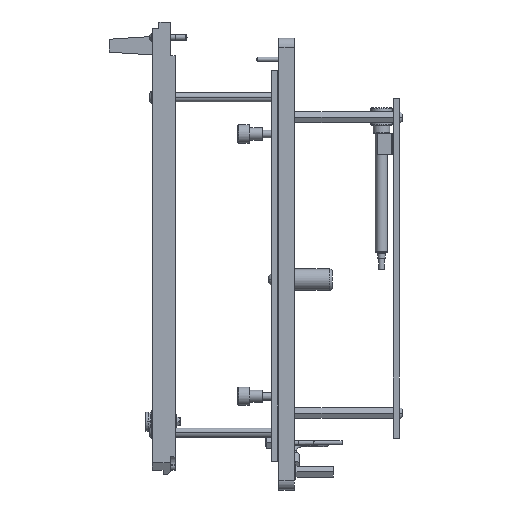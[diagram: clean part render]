
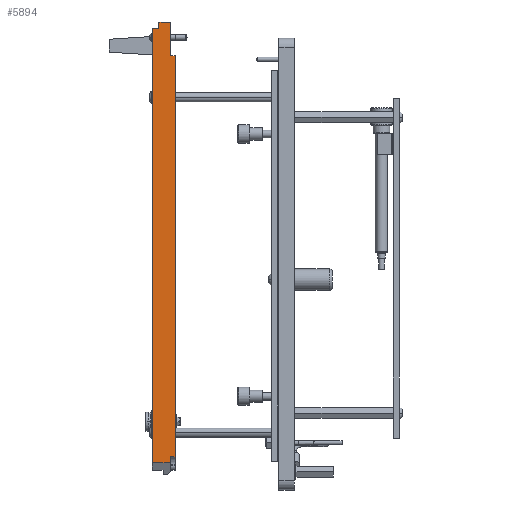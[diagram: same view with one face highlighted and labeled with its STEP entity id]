
A CAD part, left-side view. The second image highlights one B-rep face of the part: STEP entity #5894.
In plain terms, the highlighted face is planar.
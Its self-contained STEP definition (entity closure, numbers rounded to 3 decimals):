
#373 = LINE ( 'NONE', #17303, #24243 ) ;
#501 = CARTESIAN_POINT ( 'NONE',  ( 105., -7.4, 136.55 ) ) ;
#974 = ORIENTED_EDGE ( 'NONE', *, *, #14438, .F. ) ;
#1583 = EDGE_CURVE ( 'NONE', #40148, #34558, #373, .T. ) ;
#1636 = ORIENTED_EDGE ( 'NONE', *, *, #15291, .T. ) ;
#2806 = DIRECTION ( 'NONE',  ( 0., -1., 0. ) ) ;
#3947 = ORIENTED_EDGE ( 'NONE', *, *, #27592, .T. ) ;
#4104 = CARTESIAN_POINT ( 'NONE',  ( 105., 7.5, 148.55 ) ) ;
#4235 = CARTESIAN_POINT ( 'NONE',  ( 105., 7.5, -144.55 ) ) ;
#4257 = EDGE_CURVE ( 'NONE', #39835, #34558, #29698, .T. ) ;
#4410 = CARTESIAN_POINT ( 'NONE',  ( 105., -4.3, 136.55 ) ) ;
#5202 = LINE ( 'NONE', #31509, #30893 ) ;
#5297 = VERTEX_POINT ( 'NONE', #37750 ) ;
#5894 = ADVANCED_FACE ( 'NONE', ( #31627 ), #5926, .F. ) ;
#5926 = PLANE ( 'NONE',  #17168 ) ;
#6316 = EDGE_LOOP ( 'NONE', ( #974, #3947, #31031, #9249, #22530, #36712, #14687, #21733, #20914, #26817, #13701, #1636 ) ) ;
#6325 = VERTEX_POINT ( 'NONE', #41431 ) ;
#6866 = DIRECTION ( 'NONE',  ( 0., -1., 0. ) ) ;
#7360 = CARTESIAN_POINT ( 'NONE',  ( 105., 7.5, 140.55 ) ) ;
#7573 = CARTESIAN_POINT ( 'NONE',  ( 105., -4.3, -126.55 ) ) ;
#7779 = DIRECTION ( 'NONE',  ( 0., 0., 1. ) ) ;
#9249 = ORIENTED_EDGE ( 'NONE', *, *, #1583, .F. ) ;
#10686 = VECTOR ( 'NONE', #16530, 1000. ) ;
#10988 = DIRECTION ( 'NONE',  ( 0., 0., 1. ) ) ;
#11137 = CARTESIAN_POINT ( 'NONE',  ( 105., -7.4, 66.55 ) ) ;
#11595 = LINE ( 'NONE', #18474, #31624 ) ;
#13080 = CARTESIAN_POINT ( 'NONE',  ( 105., -7.4, 66.55 ) ) ;
#13119 = DIRECTION ( 'NONE',  ( 0., 0., 1. ) ) ;
#13136 = CARTESIAN_POINT ( 'NONE',  ( 105., -4.3, -148.55 ) ) ;
#13208 = CARTESIAN_POINT ( 'NONE',  ( 105., -7.5, 148.55 ) ) ;
#13533 = VERTEX_POINT ( 'NONE', #22625 ) ;
#13701 = ORIENTED_EDGE ( 'NONE', *, *, #29297, .F. ) ;
#14438 = EDGE_CURVE ( 'NONE', #13533, #23641, #34961, .T. ) ;
#14687 = ORIENTED_EDGE ( 'NONE', *, *, #14887, .F. ) ;
#14887 = EDGE_CURVE ( 'NONE', #6325, #42381, #37043, .T. ) ;
#14932 = CARTESIAN_POINT ( 'NONE',  ( 105., 3.2, -148.55 ) ) ;
#15291 = EDGE_CURVE ( 'NONE', #23542, #23641, #24527, .T. ) ;
#15545 = VECTOR ( 'NONE', #40613, 1000. ) ;
#15680 = VERTEX_POINT ( 'NONE', #13136 ) ;
#15811 = CARTESIAN_POINT ( 'NONE',  ( 105., -7.5, -148.55 ) ) ;
#15813 = EDGE_CURVE ( 'NONE', #36441, #28859, #17395, .T. ) ;
#16530 = DIRECTION ( 'NONE',  ( 0., -1., 0. ) ) ;
#16537 = CARTESIAN_POINT ( 'NONE',  ( 105., 7.5, 140.55 ) ) ;
#17168 = AXIS2_PLACEMENT_3D ( 'NONE', #4104, #27007, #7779 ) ;
#17303 = CARTESIAN_POINT ( 'NONE',  ( 105., -7.5, -126.55 ) ) ;
#17395 = LINE ( 'NONE', #40992, #38880 ) ;
#17560 = VECTOR ( 'NONE', #37475, 1000. ) ;
#18089 = EDGE_CURVE ( 'NONE', #36441, #6325, #5202, .T. ) ;
#18431 = DIRECTION ( 'NONE',  ( 0., 0., 1. ) ) ;
#18474 = CARTESIAN_POINT ( 'NONE',  ( 105., -4.3, 148.55 ) ) ;
#19666 = DIRECTION ( 'NONE',  ( 0., 0., -1. ) ) ;
#19833 = VECTOR ( 'NONE', #2806, 1000. ) ;
#20914 = ORIENTED_EDGE ( 'NONE', *, *, #15813, .T. ) ;
#21733 = ORIENTED_EDGE ( 'NONE', *, *, #18089, .F. ) ;
#22045 = DIRECTION ( 'NONE',  ( 0., 1., 0. ) ) ;
#22530 = ORIENTED_EDGE ( 'NONE', *, *, #30404, .F. ) ;
#22625 = CARTESIAN_POINT ( 'NONE',  ( 105., -7.4, 66.55 ) ) ;
#23542 = VERTEX_POINT ( 'NONE', #25646 ) ;
#23591 = LINE ( 'NONE', #7360, #10686 ) ;
#23641 = VERTEX_POINT ( 'NONE', #501 ) ;
#24243 = VECTOR ( 'NONE', #6866, 1000. ) ;
#24527 = LINE ( 'NONE', #4410, #15545 ) ;
#24893 = DIRECTION ( 'NONE',  ( 0., 0., 1. ) ) ;
#25646 = CARTESIAN_POINT ( 'NONE',  ( 105., -4.3, 136.55 ) ) ;
#25715 = DIRECTION ( 'NONE',  ( 0., -1., 0. ) ) ;
#26106 = CARTESIAN_POINT ( 'NONE',  ( 105., -7.5, -126.55 ) ) ;
#26344 = EDGE_CURVE ( 'NONE', #15680, #42381, #28673, .T. ) ;
#26817 = ORIENTED_EDGE ( 'NONE', *, *, #34291, .T. ) ;
#27007 = DIRECTION ( 'NONE',  ( -1., 0., 0. ) ) ;
#27592 = EDGE_CURVE ( 'NONE', #13533, #39835, #35824, .T. ) ;
#27830 = VECTOR ( 'NONE', #18431, 1000. ) ;
#27901 = CARTESIAN_POINT ( 'NONE',  ( 105., 3.2, -148.55 ) ) ;
#28673 = LINE ( 'NONE', #15811, #42244 ) ;
#28859 = VERTEX_POINT ( 'NONE', #16537 ) ;
#29297 = EDGE_CURVE ( 'NONE', #23542, #5297, #11595, .T. ) ;
#29698 = LINE ( 'NONE', #13208, #40308 ) ;
#30053 = VECTOR ( 'NONE', #13119, 1000. ) ;
#30404 = EDGE_CURVE ( 'NONE', #15680, #40148, #32874, .T. ) ;
#30893 = VECTOR ( 'NONE', #25715, 1000. ) ;
#31031 = ORIENTED_EDGE ( 'NONE', *, *, #4257, .T. ) ;
#31509 = CARTESIAN_POINT ( 'NONE',  ( 105., 7.5, -144.55 ) ) ;
#31624 = VECTOR ( 'NONE', #24893, 1000. ) ;
#31627 = FACE_OUTER_BOUND ( 'NONE', #6316, .T. ) ;
#32874 = LINE ( 'NONE', #42097, #30053 ) ;
#34291 = EDGE_CURVE ( 'NONE', #28859, #5297, #23591, .T. ) ;
#34558 = VERTEX_POINT ( 'NONE', #26106 ) ;
#34961 = LINE ( 'NONE', #11137, #27830 ) ;
#35454 = CARTESIAN_POINT ( 'NONE',  ( 105., -7.5, 66.55 ) ) ;
#35824 = LINE ( 'NONE', #13080, #19833 ) ;
#36441 = VERTEX_POINT ( 'NONE', #4235 ) ;
#36712 = ORIENTED_EDGE ( 'NONE', *, *, #26344, .T. ) ;
#37043 = LINE ( 'NONE', #14932, #17560 ) ;
#37475 = DIRECTION ( 'NONE',  ( 0., 0., -1. ) ) ;
#37750 = CARTESIAN_POINT ( 'NONE',  ( 105., -4.3, 140.55 ) ) ;
#38880 = VECTOR ( 'NONE', #10988, 1000. ) ;
#39835 = VERTEX_POINT ( 'NONE', #35454 ) ;
#40148 = VERTEX_POINT ( 'NONE', #7573 ) ;
#40308 = VECTOR ( 'NONE', #19666, 1000. ) ;
#40613 = DIRECTION ( 'NONE',  ( 0., -1., 0. ) ) ;
#40992 = CARTESIAN_POINT ( 'NONE',  ( 105., 7.5, 148.55 ) ) ;
#41431 = CARTESIAN_POINT ( 'NONE',  ( 105., 3.2, -144.55 ) ) ;
#42097 = CARTESIAN_POINT ( 'NONE',  ( 105., -4.3, -148.55 ) ) ;
#42244 = VECTOR ( 'NONE', #22045, 1000. ) ;
#42381 = VERTEX_POINT ( 'NONE', #27901 ) ;
